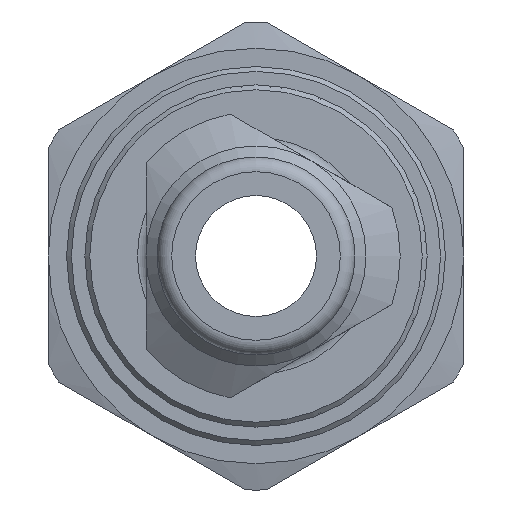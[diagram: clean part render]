
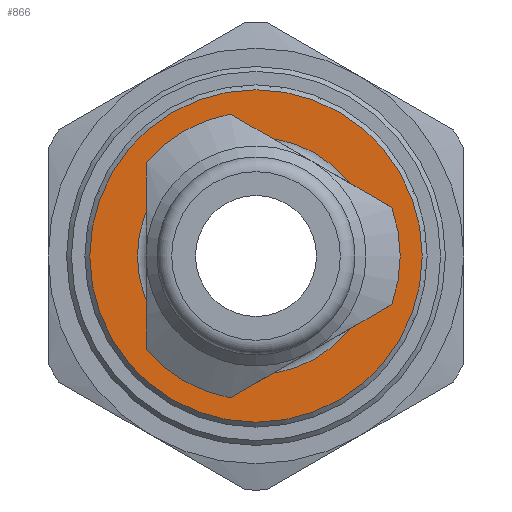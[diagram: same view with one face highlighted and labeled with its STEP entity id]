
A CAD part, left-side view. The second image highlights one B-rep face of the part: STEP entity #866.
In plain terms, the highlighted planar face has unit normal (-1, 0, 0).
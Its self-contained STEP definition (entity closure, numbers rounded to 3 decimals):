
#35=FACE_BOUND('',#272,.T.);
#116=CIRCLE('',#967,6.8);
#118=CIRCLE('',#970,4.85);
#203=FACE_OUTER_BOUND('',#271,.T.);
#271=EDGE_LOOP('',(#741));
#272=EDGE_LOOP('',(#742));
#450=VERTEX_POINT('',#1549);
#452=VERTEX_POINT('',#1554);
#561=EDGE_CURVE('',#450,#450,#116,.T.);
#563=EDGE_CURVE('',#452,#452,#118,.T.);
#741=ORIENTED_EDGE('',*,*,#561,.F.);
#742=ORIENTED_EDGE('',*,*,#563,.F.);
#825=PLANE('',#969);
#866=ADVANCED_FACE('',(#203,#35),#825,.T.);
#967=AXIS2_PLACEMENT_3D('',#1550,#1186,#1187);
#969=AXIS2_PLACEMENT_3D('',#1553,#1190,#1191);
#970=AXIS2_PLACEMENT_3D('',#1555,#1192,#1193);
#1186=DIRECTION('center_axis',(1.,0.,0.));
#1187=DIRECTION('ref_axis',(0.,-1.,0.));
#1190=DIRECTION('center_axis',(-1.,0.,0.));
#1191=DIRECTION('ref_axis',(0.,0.,1.));
#1192=DIRECTION('center_axis',(-1.,0.,0.));
#1193=DIRECTION('ref_axis',(0.,-1.,0.));
#1549=CARTESIAN_POINT('',(23.5,6.8,0.));
#1550=CARTESIAN_POINT('Origin',(23.5,0.,0.));
#1553=CARTESIAN_POINT('Origin',(23.5,5.675,0.));
#1554=CARTESIAN_POINT('',(23.5,4.85,0.));
#1555=CARTESIAN_POINT('Origin',(23.5,0.,0.));
